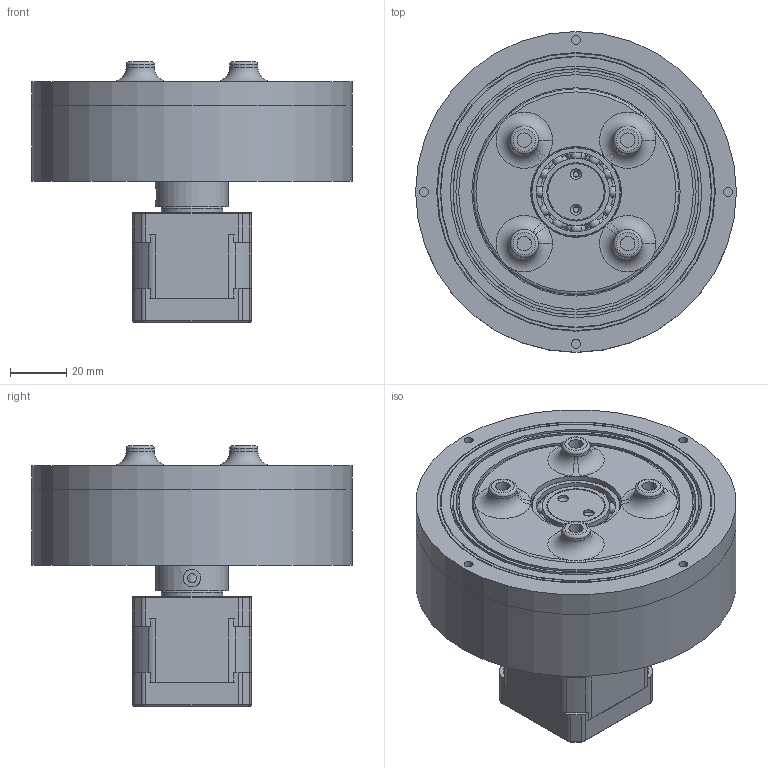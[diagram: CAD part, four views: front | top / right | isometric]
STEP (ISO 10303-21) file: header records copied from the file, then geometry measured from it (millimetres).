
FILE_DESCRIPTION(('HOOPS Exchange Step'),'2;1');
FILE_NAME('temp_export','2024-02-25T19:20:55+02:00',('ambadran717'),('Shapr3D Limited'),'HOOPS Exchange 2023.2','Shapr3D','Authorized');
FILE_SCHEMA( ('AUTOMOTIVE_DESIGN { 1 0 10303 214 1 1 1 1 }') );
Length unit declared in the file: millimetre
Products named in the file (30): Top Cover; Roller Pins; Ball Bearing 3d printed; 5972K215_Ball Bearing (1):1 (3); inner (1):1 (3); cycloidal drive model v7 (1):1 (3); elbow:1 (3); Ball Bearing 32x20 (3); 5972K215_Ball Bearing (1):1 (2); inner (1):1 (2); cycloidal drive model v7 (1):1 (2); elbow:1 (2); Ball Bearing 32x20 (2); 5972K215_Ball Bearing (1):1 (1); inner (1):1 (1); cycloidal drive model v7 (1):1 (1); elbow:1 (1); Ball Bearing 32x20 (1); 5972K215_Ball Bearing (1):1; inner (1):1; cycloidal drive model v7 (1):1; elbow:1; Ball Bearing 32x20; Ball Bearings; Sketches; Eccentric Shaft; Cycloid Out-of-Phase; Cycloid; Pin Base; root
Assembly tree (29 placements, depth 7):
  root
    Top Cover
    Roller Pins
    Ball Bearings
      Ball Bearing 3d printed
      Ball Bearing 32x20 (3)
        elbow:1 (3)
          cycloidal drive model v7 (1):1 (3)
            inner (1):1 (3)
              5972K215_Ball Bearing (1):1 (3)
      Ball Bearing 32x20 (2)
        elbow:1 (2)
          cycloidal drive model v7 (1):1 (2)
            inner (1):1 (2)
              5972K215_Ball Bearing (1):1 (2)
      Ball Bearing 32x20 (1)
        elbow:1 (1)
          cycloidal drive model v7 (1):1 (1)
            inner (1):1 (1)
              5972K215_Ball Bearing (1):1 (1)
      Ball Bearing 32x20
        elbow:1
          cycloidal drive model v7 (1):1
            inner (1):1
              5972K215_Ball Bearing (1):1
    Eccentric Shaft
      Sketches
    Cycloid Out-of-Phase
    Cycloid
    Pin Base
Bounding box: 114 x 114 x 92.5 mm (x, y, z)
Volume: 328339.4 mm3; surface area: 154434.5 mm2
Topology: 70 solids, 70 shells, 1791 faces, 5270 edges, 3540 vertices
Faces by surface type: plane 1335, cylinder 260, torus 94, sphere 63, cone 31, bspline 8
Full cylindrical faces by diameter (mm): 2.05 x10, 2.1 x2, 2.5 x4, 3.2 x14, 3.9 x6, 5 x2, 5.15 x4, 5.3 x2, 6.2 x5, 7.4 x24, 8.4 x4, 9 x1, 10 x4, 10.2 x4, 10.795 x2, 12.7 x1, 13 x8, 16 x2, 20 x4, 20.2 x4, 22 x1, 23.802 x8, 26 x1, 28.198 x8, 31 x1, 32 x4, 32.2 x3, 32.25 x1, 33 x1, 73.1 x1
Entity records: 70929 total; most frequent: CARTESIAN_POINT 22253, ORIENTED_EDGE 10288, DIRECTION 9498, EDGE_CURVE 5144, VECTOR 4018, LINE 4018, VERTEX_POINT 3540, AXIS2_PLACEMENT_3D 2740
